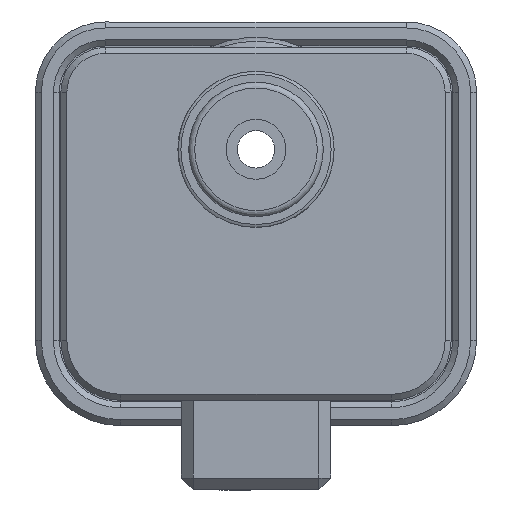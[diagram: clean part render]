
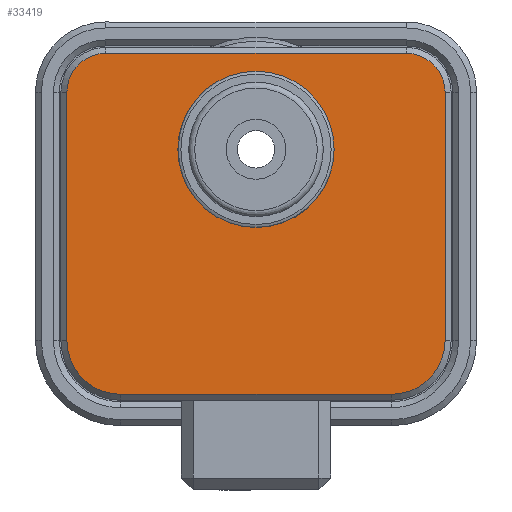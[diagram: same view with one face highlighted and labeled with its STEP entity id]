
A CAD part, front view. The second image highlights one B-rep face of the part: STEP entity #33419.
In plain terms, the highlighted face is planar.
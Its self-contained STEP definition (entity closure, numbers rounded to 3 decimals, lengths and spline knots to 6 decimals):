
#2127=CIRCLE('',#35844,0.0026);
#2128=CIRCLE('',#35845,0.0026);
#2129=CIRCLE('',#35846,0.0036);
#2130=CIRCLE('',#35847,0.0036);
#2131=CIRCLE('',#35848,0.00455);
#2132=CIRCLE('',#35849,0.00455);
#2133=CIRCLE('',#35850,0.00455);
#2134=CIRCLE('',#35851,0.00455);
#2135=CIRCLE('',#35852,0.00455);
#2136=CIRCLE('',#35853,0.00455);
#2137=CIRCLE('',#35854,0.00455);
#2138=CIRCLE('',#35855,0.00455);
#2139=CIRCLE('',#35856,0.00455);
#2140=CIRCLE('',#35857,0.00455);
#2141=CIRCLE('',#35858,0.00455);
#2142=CIRCLE('',#35859,0.00455);
#4998=ORIENTED_EDGE('',*,*,#14351,.T.);
#4999=ORIENTED_EDGE('',*,*,#14352,.T.);
#5000=ORIENTED_EDGE('',*,*,#14353,.T.);
#5001=ORIENTED_EDGE('',*,*,#14354,.T.);
#5002=ORIENTED_EDGE('',*,*,#14355,.T.);
#5003=ORIENTED_EDGE('',*,*,#14356,.T.);
#5004=ORIENTED_EDGE('',*,*,#14357,.T.);
#5005=ORIENTED_EDGE('',*,*,#14358,.T.);
#5006=ORIENTED_EDGE('',*,*,#14359,.T.);
#5007=ORIENTED_EDGE('',*,*,#14360,.T.);
#5008=ORIENTED_EDGE('',*,*,#14361,.T.);
#5009=ORIENTED_EDGE('',*,*,#14362,.T.);
#5010=ORIENTED_EDGE('',*,*,#14363,.T.);
#5011=ORIENTED_EDGE('',*,*,#14364,.T.);
#5012=ORIENTED_EDGE('',*,*,#14365,.T.);
#5013=ORIENTED_EDGE('',*,*,#14366,.T.);
#5014=ORIENTED_EDGE('',*,*,#14367,.T.);
#5015=ORIENTED_EDGE('',*,*,#14368,.T.);
#5016=ORIENTED_EDGE('',*,*,#14369,.T.);
#5017=ORIENTED_EDGE('',*,*,#14370,.T.);
#14351=EDGE_CURVE('',#19134,#19135,#2127,.T.);
#14352=EDGE_CURVE('',#19135,#19136,#22356,.T.);
#14353=EDGE_CURVE('',#19136,#19137,#2128,.T.);
#14354=EDGE_CURVE('',#19137,#19138,#22357,.T.);
#14355=EDGE_CURVE('',#19138,#19139,#2129,.T.);
#14356=EDGE_CURVE('',#19139,#19140,#22358,.T.);
#14357=EDGE_CURVE('',#19140,#19141,#2130,.T.);
#14358=EDGE_CURVE('',#19141,#19134,#22359,.T.);
#14359=EDGE_CURVE('',#19142,#19143,#2131,.T.);
#14360=EDGE_CURVE('',#19143,#19144,#2132,.T.);
#14361=EDGE_CURVE('',#19144,#19145,#2133,.T.);
#14362=EDGE_CURVE('',#19145,#19146,#2134,.T.);
#14363=EDGE_CURVE('',#19146,#19147,#2135,.T.);
#14364=EDGE_CURVE('',#19147,#19148,#2136,.T.);
#14365=EDGE_CURVE('',#19148,#19149,#2137,.T.);
#14366=EDGE_CURVE('',#19149,#19150,#2138,.T.);
#14367=EDGE_CURVE('',#19150,#19151,#2139,.T.);
#14368=EDGE_CURVE('',#19151,#19152,#2140,.T.);
#14369=EDGE_CURVE('',#19152,#19153,#2141,.T.);
#14370=EDGE_CURVE('',#19153,#19142,#2142,.T.);
#19134=VERTEX_POINT('',#50186);
#19135=VERTEX_POINT('',#50187);
#19136=VERTEX_POINT('',#50189);
#19137=VERTEX_POINT('',#50191);
#19138=VERTEX_POINT('',#50193);
#19139=VERTEX_POINT('',#50195);
#19140=VERTEX_POINT('',#50197);
#19141=VERTEX_POINT('',#50199);
#19142=VERTEX_POINT('',#50202);
#19143=VERTEX_POINT('',#50203);
#19144=VERTEX_POINT('',#50205);
#19145=VERTEX_POINT('',#50207);
#19146=VERTEX_POINT('',#50209);
#19147=VERTEX_POINT('',#50211);
#19148=VERTEX_POINT('',#50213);
#19149=VERTEX_POINT('',#50215);
#19150=VERTEX_POINT('',#50217);
#19151=VERTEX_POINT('',#50219);
#19152=VERTEX_POINT('',#50221);
#19153=VERTEX_POINT('',#50223);
#22356=LINE('',#50188,#25358);
#22357=LINE('',#50192,#25359);
#22358=LINE('',#50196,#25360);
#22359=LINE('',#50200,#25361);
#25358=VECTOR('',#39541,1.);
#25359=VECTOR('',#39544,1.);
#25360=VECTOR('',#39547,1.);
#25361=VECTOR('',#39550,1.);
#28429=EDGE_LOOP('',(#4998,#4999,#5000,#5001,#5002,#5003,#5004,#5005));
#28430=EDGE_LOOP('',(#5006,#5007,#5008,#5009,#5010,#5011,#5012,#5013,#5014,
#5015,#5016,#5017));
#30494=FACE_BOUND('',#28429,.T.);
#30495=FACE_BOUND('',#28430,.T.);
#32267=PLANE('',#35843);
#33419=ADVANCED_FACE('',(#30494,#30495),#32267,.T.);
#35843=AXIS2_PLACEMENT_3D('',#50184,#39537,#39538);
#35844=AXIS2_PLACEMENT_3D('',#50185,#39539,#39540);
#35845=AXIS2_PLACEMENT_3D('',#50190,#39542,#39543);
#35846=AXIS2_PLACEMENT_3D('',#50194,#39545,#39546);
#35847=AXIS2_PLACEMENT_3D('',#50198,#39548,#39549);
#35848=AXIS2_PLACEMENT_3D('',#50201,#39551,#39552);
#35849=AXIS2_PLACEMENT_3D('',#50204,#39553,#39554);
#35850=AXIS2_PLACEMENT_3D('',#50206,#39555,#39556);
#35851=AXIS2_PLACEMENT_3D('',#50208,#39557,#39558);
#35852=AXIS2_PLACEMENT_3D('',#50210,#39559,#39560);
#35853=AXIS2_PLACEMENT_3D('',#50212,#39561,#39562);
#35854=AXIS2_PLACEMENT_3D('',#50214,#39563,#39564);
#35855=AXIS2_PLACEMENT_3D('',#50216,#39565,#39566);
#35856=AXIS2_PLACEMENT_3D('',#50218,#39567,#39568);
#35857=AXIS2_PLACEMENT_3D('',#50220,#39569,#39570);
#35858=AXIS2_PLACEMENT_3D('',#50222,#39571,#39572);
#35859=AXIS2_PLACEMENT_3D('',#50224,#39573,#39574);
#39537=DIRECTION('',(0.,0.,-1.));
#39538=DIRECTION('',(1.,0.,0.));
#39539=DIRECTION('',(0.,0.,-1.));
#39540=DIRECTION('',(1.,0.,0.));
#39541=DIRECTION('',(-1.,0.,0.));
#39542=DIRECTION('',(0.,0.,-1.));
#39543=DIRECTION('',(1.,0.,0.));
#39544=DIRECTION('',(0.,1.,0.));
#39545=DIRECTION('',(0.,0.,-1.));
#39546=DIRECTION('',(1.,0.,0.));
#39547=DIRECTION('',(1.,0.,0.));
#39548=DIRECTION('',(0.,0.,-1.));
#39549=DIRECTION('',(1.,0.,0.));
#39550=DIRECTION('',(0.,-1.,0.));
#39551=DIRECTION('',(0.,0.,1.));
#39552=DIRECTION('',(1.,0.,0.));
#39553=DIRECTION('',(0.,0.,1.));
#39554=DIRECTION('',(1.,0.,0.));
#39555=DIRECTION('',(0.,0.,1.));
#39556=DIRECTION('',(1.,0.,0.));
#39557=DIRECTION('',(0.,0.,1.));
#39558=DIRECTION('',(1.,0.,0.));
#39559=DIRECTION('',(0.,0.,1.));
#39560=DIRECTION('',(1.,0.,0.));
#39561=DIRECTION('',(0.,0.,1.));
#39562=DIRECTION('',(1.,0.,0.));
#39563=DIRECTION('',(0.,0.,1.));
#39564=DIRECTION('',(1.,0.,0.));
#39565=DIRECTION('',(0.,0.,1.));
#39566=DIRECTION('',(1.,0.,0.));
#39567=DIRECTION('',(0.,0.,1.));
#39568=DIRECTION('',(1.,0.,0.));
#39569=DIRECTION('',(0.,0.,1.));
#39570=DIRECTION('',(1.,0.,0.));
#39571=DIRECTION('',(0.,0.,1.));
#39572=DIRECTION('',(1.,0.,0.));
#39573=DIRECTION('',(0.,0.,1.));
#39574=DIRECTION('',(1.,0.,0.));
#50184=CARTESIAN_POINT('',(0.,0.004982,0.));
#50185=CARTESIAN_POINT('',(0.01005,-0.003818,0.));
#50186=CARTESIAN_POINT('',(0.01265,-0.003818,0.));
#50187=CARTESIAN_POINT('',(0.01005,-0.006418,0.));
#50188=CARTESIAN_POINT('',(0.,-0.006418,0.));
#50189=CARTESIAN_POINT('',(-0.01005,-0.006418,0.));
#50190=CARTESIAN_POINT('',(-0.01005,-0.003818,0.));
#50191=CARTESIAN_POINT('',(-0.01265,-0.003818,0.));
#50192=CARTESIAN_POINT('',(-0.01265,0.012782,0.));
#50193=CARTESIAN_POINT('',(-0.01265,0.012782,0.));
#50194=CARTESIAN_POINT('',(-0.00905,0.012782,0.));
#50195=CARTESIAN_POINT('',(-0.00905,0.016382,0.));
#50196=CARTESIAN_POINT('',(0.00905,0.016382,0.));
#50197=CARTESIAN_POINT('',(0.00905,0.016382,0.));
#50198=CARTESIAN_POINT('',(0.00905,0.012782,0.));
#50199=CARTESIAN_POINT('',(0.01265,0.012782,0.));
#50200=CARTESIAN_POINT('',(0.01265,0.004982,0.));
#50201=CARTESIAN_POINT('',(0.,0.,0.));
#50202=CARTESIAN_POINT('',(-0.002393,-0.00387,0.));
#50203=CARTESIAN_POINT('',(0.002393,-0.00387,0.));
#50204=CARTESIAN_POINT('',(0.,0.,0.));
#50205=CARTESIAN_POINT('',(0.003578,-0.002811,0.));
#50206=CARTESIAN_POINT('',(0.,0.,0.));
#50207=CARTESIAN_POINT('',(0.00448,-0.000795,0.));
#50208=CARTESIAN_POINT('',(0.,0.,0.));
#50209=CARTESIAN_POINT('',(0.00448,0.000795,0.));
#50210=CARTESIAN_POINT('',(0.,0.,0.));
#50211=CARTESIAN_POINT('',(0.003578,0.002811,0.));
#50212=CARTESIAN_POINT('',(0.,0.,0.));
#50213=CARTESIAN_POINT('',(0.002393,0.00387,0.));
#50214=CARTESIAN_POINT('',(0.,0.,0.));
#50215=CARTESIAN_POINT('',(-0.002393,0.00387,0.));
#50216=CARTESIAN_POINT('',(0.,0.,0.));
#50217=CARTESIAN_POINT('',(-0.003578,0.002811,0.));
#50218=CARTESIAN_POINT('',(0.,0.,0.));
#50219=CARTESIAN_POINT('',(-0.00448,0.000795,0.));
#50220=CARTESIAN_POINT('',(0.,0.,0.));
#50221=CARTESIAN_POINT('',(-0.00448,-0.000795,0.));
#50222=CARTESIAN_POINT('',(0.,0.,0.));
#50223=CARTESIAN_POINT('',(-0.003578,-0.002811,0.));
#50224=CARTESIAN_POINT('',(0.,0.,0.));
